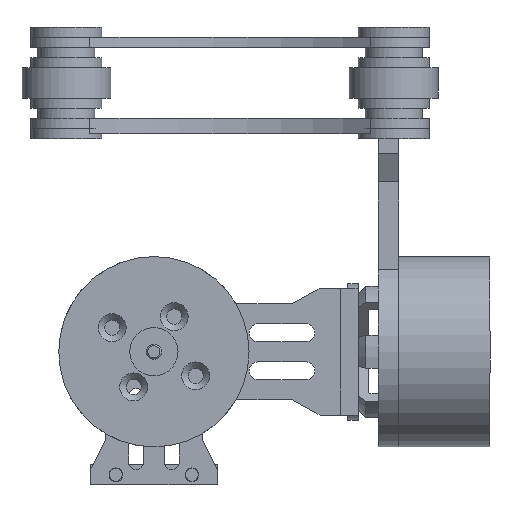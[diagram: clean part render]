
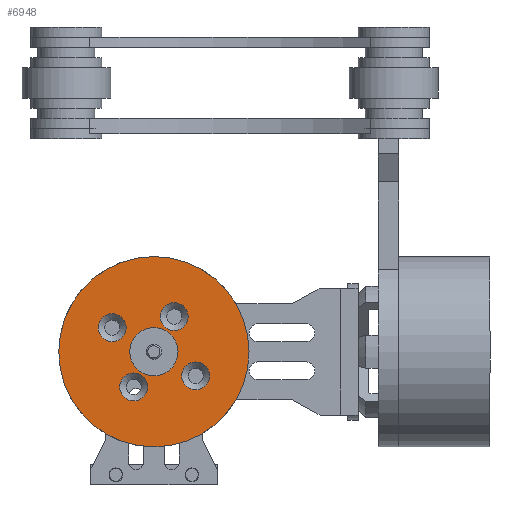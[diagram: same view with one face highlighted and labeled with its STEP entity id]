
A CAD part, front view. The second image highlights one B-rep face of the part: STEP entity #6948.
In plain terms, the highlighted face is planar.
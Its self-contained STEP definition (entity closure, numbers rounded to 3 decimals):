
#253=FACE_BOUND('',#1133,.T.);
#254=FACE_BOUND('',#1134,.T.);
#255=FACE_BOUND('',#1135,.T.);
#256=FACE_BOUND('',#1136,.T.);
#257=FACE_BOUND('',#1137,.T.);
#398=PLANE('',#7810);
#680=FACE_OUTER_BOUND('',#1132,.T.);
#1132=EDGE_LOOP('',(#5825,#5826));
#1133=EDGE_LOOP('',(#5827));
#1134=EDGE_LOOP('',(#5828));
#1135=EDGE_LOOP('',(#5829,#5830));
#1136=EDGE_LOOP('',(#5831));
#1137=EDGE_LOOP('',(#5832));
#2668=CIRCLE('',#7807,2.75);
#2671=CIRCLE('',#7811,18.75);
#2672=CIRCLE('',#7812,18.75);
#2673=CIRCLE('',#7813,2.75);
#2674=CIRCLE('',#7814,2.75);
#2675=CIRCLE('',#7815,4.75);
#2676=CIRCLE('',#7816,4.75);
#2677=CIRCLE('',#7817,2.75);
#3276=VERTEX_POINT('',#11646);
#3279=VERTEX_POINT('',#11654);
#3280=VERTEX_POINT('',#11655);
#3281=VERTEX_POINT('',#11658);
#3282=VERTEX_POINT('',#11660);
#3283=VERTEX_POINT('',#11662);
#3284=VERTEX_POINT('',#11663);
#3285=VERTEX_POINT('',#11666);
#4171=EDGE_CURVE('',#3276,#3276,#2668,.T.);
#4175=EDGE_CURVE('',#3279,#3280,#2671,.T.);
#4176=EDGE_CURVE('',#3280,#3279,#2672,.T.);
#4177=EDGE_CURVE('',#3281,#3281,#2673,.T.);
#4178=EDGE_CURVE('',#3282,#3282,#2674,.T.);
#4179=EDGE_CURVE('',#3283,#3284,#2675,.T.);
#4180=EDGE_CURVE('',#3284,#3283,#2676,.T.);
#4181=EDGE_CURVE('',#3285,#3285,#2677,.T.);
#5825=ORIENTED_EDGE('',*,*,#4175,.F.);
#5826=ORIENTED_EDGE('',*,*,#4176,.F.);
#5827=ORIENTED_EDGE('',*,*,#4177,.F.);
#5828=ORIENTED_EDGE('',*,*,#4178,.F.);
#5829=ORIENTED_EDGE('',*,*,#4179,.T.);
#5830=ORIENTED_EDGE('',*,*,#4180,.T.);
#5831=ORIENTED_EDGE('',*,*,#4181,.F.);
#5832=ORIENTED_EDGE('',*,*,#4171,.F.);
#6948=ADVANCED_FACE('',(#680,#253,#254,#255,#256,#257),#398,.F.);
#7807=AXIS2_PLACEMENT_3D('',#11647,#9520,#9521);
#7810=AXIS2_PLACEMENT_3D('',#11653,#9527,#9528);
#7811=AXIS2_PLACEMENT_3D('',#11656,#9529,#9530);
#7812=AXIS2_PLACEMENT_3D('',#11657,#9531,#9532);
#7813=AXIS2_PLACEMENT_3D('',#11659,#9533,#9534);
#7814=AXIS2_PLACEMENT_3D('',#11661,#9535,#9536);
#7815=AXIS2_PLACEMENT_3D('',#11664,#9537,#9538);
#7816=AXIS2_PLACEMENT_3D('',#11665,#9539,#9540);
#7817=AXIS2_PLACEMENT_3D('',#11667,#9541,#9542);
#9520=DIRECTION('center_axis',(0.,0.,-1.));
#9521=DIRECTION('ref_axis',(1.,0.,0.));
#9527=DIRECTION('center_axis',(0.,0.,1.));
#9528=DIRECTION('ref_axis',(1.,0.,0.));
#9529=DIRECTION('center_axis',(0.,0.,1.));
#9530=DIRECTION('ref_axis',(1.,0.,0.));
#9531=DIRECTION('center_axis',(0.,0.,1.));
#9532=DIRECTION('ref_axis',(1.,0.,0.));
#9533=DIRECTION('center_axis',(0.,0.,-1.));
#9534=DIRECTION('ref_axis',(1.,0.,0.));
#9535=DIRECTION('center_axis',(0.,0.,-1.));
#9536=DIRECTION('ref_axis',(1.,0.,0.));
#9537=DIRECTION('center_axis',(0.,0.,1.));
#9538=DIRECTION('ref_axis',(-1.,0.,0.));
#9539=DIRECTION('center_axis',(0.,0.,1.));
#9540=DIRECTION('ref_axis',(-1.,0.,0.));
#9541=DIRECTION('center_axis',(0.,0.,-1.));
#9542=DIRECTION('ref_axis',(1.,0.,0.));
#11646=CARTESIAN_POINT('',(-2.75,-8.,0.));
#11647=CARTESIAN_POINT('Origin',(0.,-8.,0.));
#11653=CARTESIAN_POINT('Origin',(0.,0.,0.));
#11654=CARTESIAN_POINT('',(18.75,0.,0.));
#11655=CARTESIAN_POINT('',(-18.75,0.,0.));
#11656=CARTESIAN_POINT('Origin',(0.,0.,0.));
#11657=CARTESIAN_POINT('Origin',(0.,0.,0.));
#11658=CARTESIAN_POINT('',(-12.25,0.,0.));
#11659=CARTESIAN_POINT('Origin',(-9.5,0.,0.));
#11660=CARTESIAN_POINT('',(6.75,0.,0.));
#11661=CARTESIAN_POINT('Origin',(9.5,0.,0.));
#11662=CARTESIAN_POINT('',(-4.75,0.,0.));
#11663=CARTESIAN_POINT('',(4.75,0.,0.));
#11664=CARTESIAN_POINT('Origin',(0.,0.,0.));
#11665=CARTESIAN_POINT('Origin',(0.,0.,0.));
#11666=CARTESIAN_POINT('',(-2.75,8.,0.));
#11667=CARTESIAN_POINT('Origin',(0.,8.,0.));
